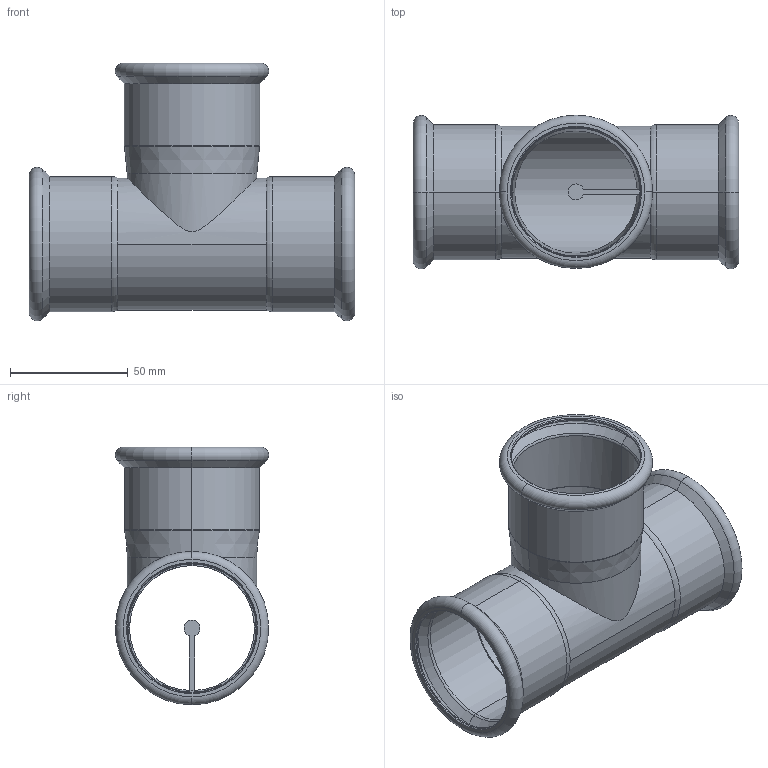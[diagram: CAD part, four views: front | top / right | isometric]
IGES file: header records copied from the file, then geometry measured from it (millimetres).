
Global section: file name: No Iges File Name specified; native system: Autodesk Inventor 2011; preprocessor: AutoDesk Inventor Iges Exporter R2011; author: bruh; date: 20110606.143805; units: millimetre
Bounding box: 138 x 65.04 x 109.22 mm (x, y, z)
Volume: 50408.6 mm3; surface area: 69205.5 mm2
Topology: 1 solids, 1 shells, 101 faces, 222 edges, 129 vertices
Faces by surface type: revolution 36, torus 18, plane 18, cylinder 13, cone 8, bspline 8
